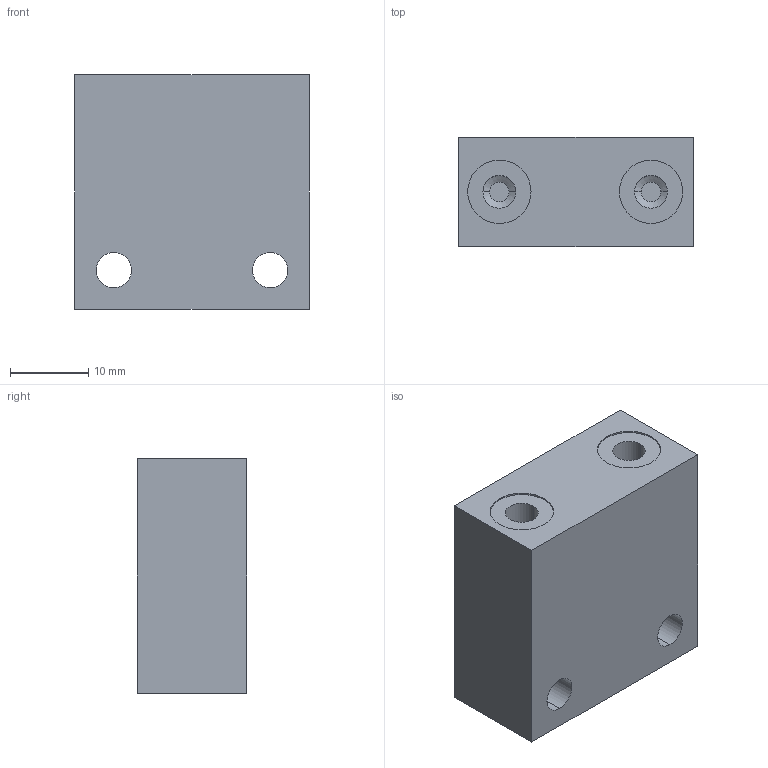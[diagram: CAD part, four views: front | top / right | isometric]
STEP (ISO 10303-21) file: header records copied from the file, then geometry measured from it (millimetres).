
FILE_DESCRIPTION (( 'STEP AP214' ), '1' );
FILE_NAME ('08_022_4.STEP', '2016-01-05T17:02:19', ( '' ), ( '' ), 'SwSTEP 2.0', 'SolidWorks 2016', '' );
FILE_SCHEMA (( 'AUTOMOTIVE_DESIGN' ));
Length unit declared in the file: millimetre
Products named in the file (1): 08_022_4
Bounding box: 30 x 14 x 30 mm (x, y, z)
Volume: 11743.6 mm3; surface area: 4243.9 mm2
Topology: 1 solids, 1 shells, 49 faces, 108 edges, 69 vertices
Faces by surface type: cylinder 20, plane 18, cone 9, torus 2
Entity records: 1941 total; most frequent: DIRECTION 261, CARTESIAN_POINT 239, ORIENTED_EDGE 216, EDGE_CURVE 108, AXIS2_PLACEMENT_3D 107, VERTEX_POINT 69, EDGE_LOOP 61, CIRCLE 57
